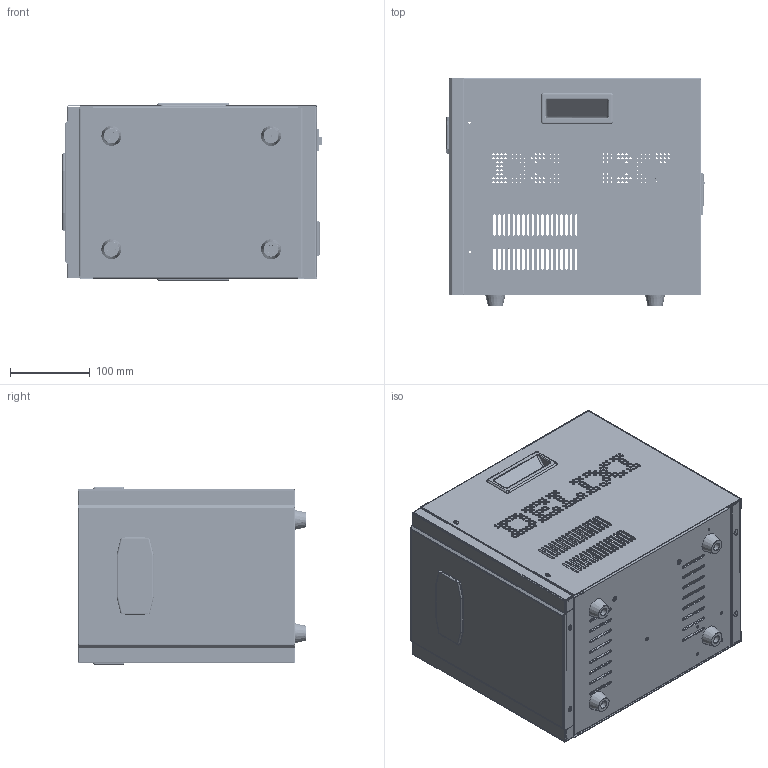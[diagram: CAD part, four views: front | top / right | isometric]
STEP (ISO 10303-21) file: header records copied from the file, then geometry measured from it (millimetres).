
FILE_DESCRIPTION (( 'STEP AP214' ), '1' );
FILE_NAME ('TND2-5KVA三维图-202508.STEP', '2025-08-19T07:42:17', ( 'China' ), ( 'Home' ), 'SwSTEP 2.0', 'SolidWorks 2020', '' );
FILE_SCHEMA (( 'AUTOMOTIVE_DESIGN' ));
Length unit declared in the file: millimetre
Products named in the file (12): 弊梓拻脣; TND2-5K裔赽; TND2-5K菁啣; TND2-3K珘儒そ; 剿繚ん盓殤2; TND-2K砎々褐13.6MM; TND2-5K醱啣; 剿繚ん1P; TND2-5K綴啣; 5K枑忒; TND2-5KVA三维图-202508; ㄗjieㄘ諉盄啣
Assembly tree (15 placements, depth 2):
  TND2-5KVA三维图-202508
    TND2-5K菁啣
    TND2-5K裔赽
    TND2-5K綴啣
    5K枑忒  x2
    剿繚ん盓殤2
    ㄗjieㄘ諉盄啣
    TND-2K砎々褐13.6MM  x4
    弊梓拻脣
    TND2-5K醱啣
    TND2-3K珘儒そ
    剿繚ん1P
Bounding box: 325.02 x 285.4 x 223 mm (x, y, z)
Volume: 591519.5 mm3; surface area: 993442.6 mm2
Topology: 15 solids, 17 shells, 2811 faces, 7722 edges, 4967 vertices
Faces by surface type: cylinder 1672, plane 993, bspline 76, torus 50, cone 12, sphere 8
Entity records: 114334 total; most frequent: CARTESIAN_POINT 17391, DIRECTION 15824, ORIENTED_EDGE 14964, EDGE_CURVE 7482, AXIS2_PLACEMENT_3D 5877, VERTEX_POINT 4830, VECTOR 4070, EDGE_LOOP 4070
